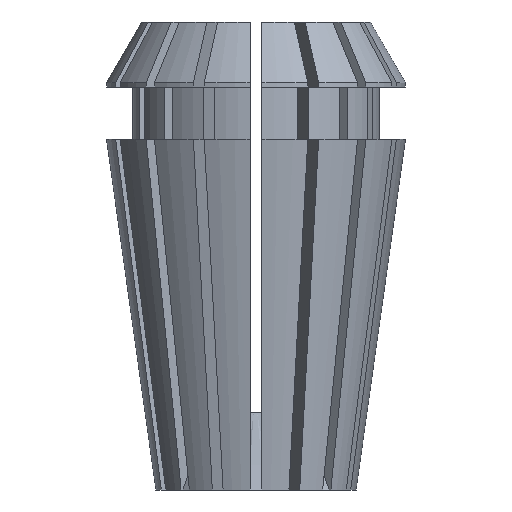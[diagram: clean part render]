
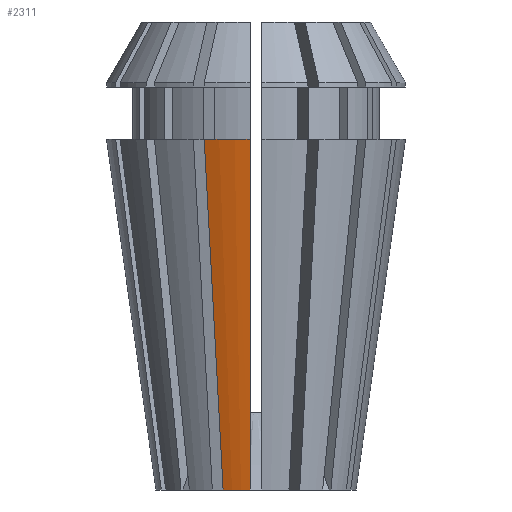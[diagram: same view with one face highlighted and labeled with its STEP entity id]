
A CAD part, front view. The second image highlights one B-rep face of the part: STEP entity #2311.
In plain terms, the highlighted conical face has half-angle 8 degrees and reference radius 3.856 mm.
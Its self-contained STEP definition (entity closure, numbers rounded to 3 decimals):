
#115 = CARTESIAN_POINT ( 'NONE',  ( -0.225, -3.849, 0. ) ) ;
#393 = CARTESIAN_POINT ( 'NONE',  ( -1.328, -3.794, 1.166 ) ) ;
#404 = CARTESIAN_POINT ( 'NONE',  ( 0., 0., 13.5 ) ) ;
#545 = CONICAL_SURFACE ( 'NONE', #2284, 3.856, 0.14 ) ;
#598 = CARTESIAN_POINT ( 'NONE',  ( -0.225, -5.749, 13.5 ) ) ;
#829 = ORIENTED_EDGE ( 'NONE', *, *, #6196, .T. ) ;
#913 = CIRCLE ( 'NONE', #6494, 5.753 ) ;
#951 = AXIS2_PLACEMENT_3D ( 'NONE', #2122, #5677, #5186 ) ;
#969 = ORIENTED_EDGE ( 'NONE', *, *, #5599, .T. ) ;
#1331 = CARTESIAN_POINT ( 'NONE',  ( -1.992, -5.397, 13.5 ) ) ;
#1377 = CARTESIAN_POINT ( 'NONE',  ( -1.633, -4.531, 6.832 ) ) ;
#1686 = EDGE_LOOP ( 'NONE', ( #829, #969, #3047, #1944 ) ) ;
#1869 = CARTESIAN_POINT ( 'NONE',  ( -1.265, -3.642, 0. ) ) ;
#1881 = DIRECTION ( 'NONE',  ( -1., 0., 0. ) ) ;
#1942 = DIRECTION ( 'NONE',  ( 0., 0., -1. ) ) ;
#1944 = ORIENTED_EDGE ( 'NONE', *, *, #3111, .F. ) ;
#1947 = CARTESIAN_POINT ( 'NONE',  ( -0.225, -5.749, 13.5 ) ) ;
#1955 = FACE_OUTER_BOUND ( 'NONE', #1686, .T. ) ;
#2122 = CARTESIAN_POINT ( 'NONE',  ( 0., 0., 0. ) ) ;
#2177 = CARTESIAN_POINT ( 'NONE',  ( -0.225, -5.198, 9.588 ) ) ;
#2211 = B_SPLINE_CURVE_WITH_KNOTS ( 'NONE', 3,
 ( #1331, #5403, #1377, #3983, #5943, #393, #1869 ),
 .UNSPECIFIED., .F., .F.,
 ( 4, 3, 4 ),
 ( 0., 0.01, 0.014 ),
 .UNSPECIFIED. ) ;
#2249 = VERTEX_POINT ( 'NONE', #5216 ) ;
#2284 = AXIS2_PLACEMENT_3D ( 'NONE', #2326, #4818, #3246 ) ;
#2311 = ADVANCED_FACE ( 'NONE', ( #1955 ), #545, .T. ) ;
#2326 = CARTESIAN_POINT ( 'NONE',  ( 0., 0., 0. ) ) ;
#3047 = ORIENTED_EDGE ( 'NONE', *, *, #3445, .F. ) ;
#3111 = EDGE_CURVE ( 'NONE', #5750, #2249, #5134, .T. ) ;
#3158 = CARTESIAN_POINT ( 'NONE',  ( -0.225, -4.648, 5.676 ) ) ;
#3243 = CIRCLE ( 'NONE', #951, 3.856 ) ;
#3246 = DIRECTION ( 'NONE',  ( 1., 0., 0. ) ) ;
#3445 = EDGE_CURVE ( 'NONE', #2249, #5754, #3243, .T. ) ;
#3671 = CARTESIAN_POINT ( 'NONE',  ( -0.225, -4.015, 1.176 ) ) ;
#3746 = CARTESIAN_POINT ( 'NONE',  ( -0.225, -4.097, 1.764 ) ) ;
#3803 = CARTESIAN_POINT ( 'NONE',  ( -1.992, -5.397, 13.5 ) ) ;
#3983 = CARTESIAN_POINT ( 'NONE',  ( -1.454, -4.097, 3.498 ) ) ;
#4257 = CARTESIAN_POINT ( 'NONE',  ( -0.225, -3.932, 0.588 ) ) ;
#4818 = DIRECTION ( 'NONE',  ( 0., 0., 1. ) ) ;
#5066 = CARTESIAN_POINT ( 'NONE',  ( -1.265, -3.642, 0. ) ) ;
#5134 = B_SPLINE_CURVE_WITH_KNOTS ( 'NONE', 3,
 ( #598, #2177, #3158, #3746, #3671, #4257, #115 ),
 .UNSPECIFIED., .F., .F.,
 ( 4, 3, 4 ),
 ( 0.023, 0.035, 0.037 ),
 .UNSPECIFIED. ) ;
#5186 = DIRECTION ( 'NONE',  ( -1., 0., 0. ) ) ;
#5216 = CARTESIAN_POINT ( 'NONE',  ( -0.225, -3.849, 0. ) ) ;
#5403 = CARTESIAN_POINT ( 'NONE',  ( -1.813, -4.964, 10.166 ) ) ;
#5549 = VERTEX_POINT ( 'NONE', #3803 ) ;
#5599 = EDGE_CURVE ( 'NONE', #5549, #5754, #2211, .T. ) ;
#5677 = DIRECTION ( 'NONE',  ( 0., 0., -1. ) ) ;
#5750 = VERTEX_POINT ( 'NONE', #1947 ) ;
#5754 = VERTEX_POINT ( 'NONE', #5066 ) ;
#5943 = CARTESIAN_POINT ( 'NONE',  ( -1.391, -3.946, 2.332 ) ) ;
#6196 = EDGE_CURVE ( 'NONE', #5750, #5549, #913, .T. ) ;
#6494 = AXIS2_PLACEMENT_3D ( 'NONE', #404, #1942, #1881 ) ;
